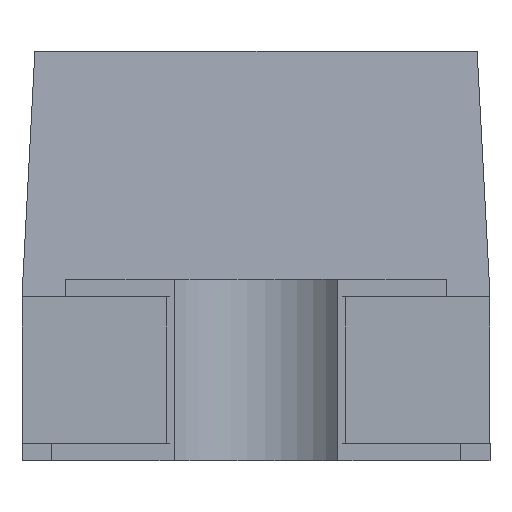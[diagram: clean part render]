
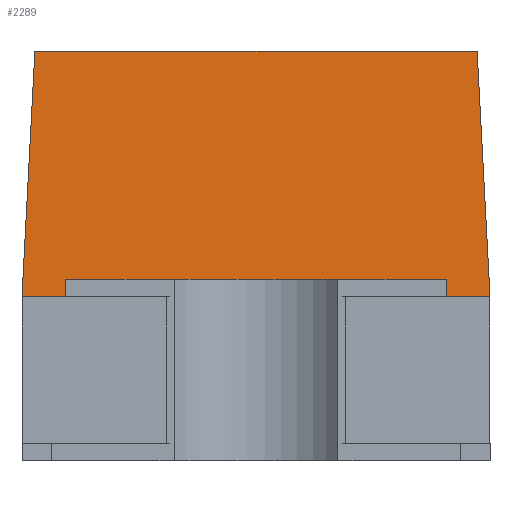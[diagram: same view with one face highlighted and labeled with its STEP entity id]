
A CAD part, left-side view. The second image highlights one B-rep face of the part: STEP entity #2289.
In plain terms, the highlighted planar face has unit normal (-0.999, 0, 0.052).
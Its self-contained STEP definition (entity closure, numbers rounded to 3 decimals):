
#239=LINE('',#3426,#432);
#242=LINE('',#3432,#435);
#243=LINE('',#3434,#436);
#244=LINE('',#3436,#437);
#432=VECTOR('',#2865,1000.);
#435=VECTOR('',#2870,1000.);
#436=VECTOR('',#2871,1000.);
#437=VECTOR('',#2872,1000.);
#879=ORIENTED_EDGE('',*,*,#1119,.F.);
#880=ORIENTED_EDGE('',*,*,#1120,.F.);
#881=ORIENTED_EDGE('',*,*,#1121,.T.);
#882=ORIENTED_EDGE('',*,*,#1116,.F.);
#1116=EDGE_CURVE('',#1274,#1276,#239,.T.);
#1119=EDGE_CURVE('',#1278,#1274,#242,.T.);
#1120=EDGE_CURVE('',#1279,#1278,#243,.T.);
#1121=EDGE_CURVE('',#1279,#1276,#244,.T.);
#1274=VERTEX_POINT('',#3424);
#1276=VERTEX_POINT('',#3427);
#1278=VERTEX_POINT('',#3433);
#1279=VERTEX_POINT('',#3435);
#1415=EDGE_LOOP('',(#879,#880,#881,#882));
#1518=FACE_BOUND('',#1415,.T.);
#1591=PLANE('',#2431);
#2289=ADVANCED_FACE('',(#1518),#1591,.F.);
#2431=AXIS2_PLACEMENT_3D('',#3431,#2868,#2869);
#2865=DIRECTION('',(0.,-1.,0.));
#2868=DIRECTION('',(0.999,0.,-0.052));
#2869=DIRECTION('',(-0.052,0.,-0.999));
#2870=DIRECTION('',(0.052,-0.052,0.997));
#2871=DIRECTION('',(0.,1.,0.));
#2872=DIRECTION('',(0.052,0.052,0.997));
#3424=CARTESIAN_POINT('',(-0.528,0.378,0.7));
#3426=CARTESIAN_POINT('',(-0.528,1.024,0.7));
#3427=CARTESIAN_POINT('',(-0.528,-0.378,0.7));
#3431=CARTESIAN_POINT('',(-0.55,1.024,0.28));
#3432=CARTESIAN_POINT('',(-0.552,0.402,0.248));
#3433=CARTESIAN_POINT('',(-0.55,0.4,0.28));
#3434=CARTESIAN_POINT('',(-0.55,-0.4,0.28));
#3435=CARTESIAN_POINT('',(-0.55,-0.4,0.28));
#3436=CARTESIAN_POINT('',(-0.546,-0.396,0.354));
